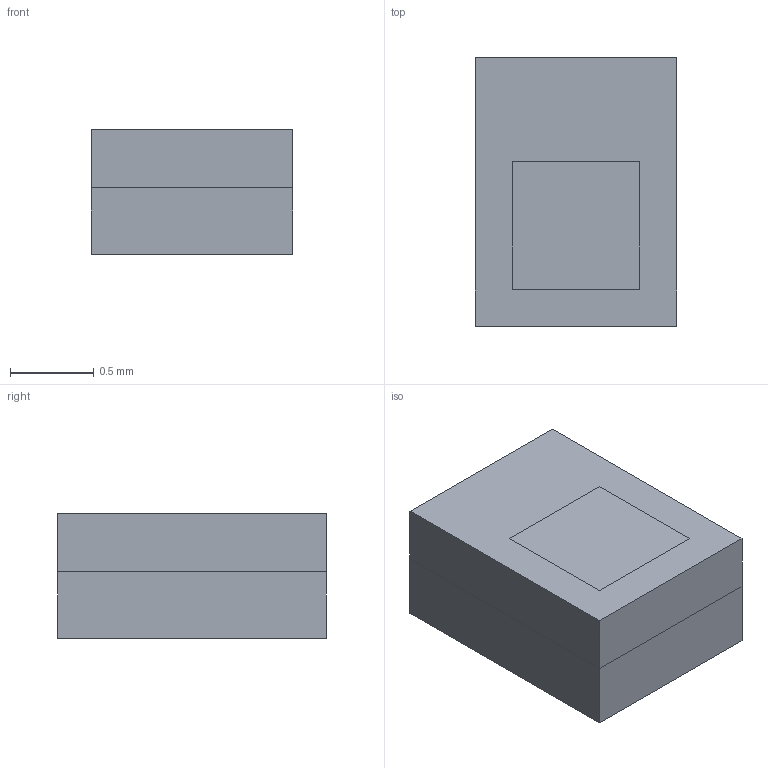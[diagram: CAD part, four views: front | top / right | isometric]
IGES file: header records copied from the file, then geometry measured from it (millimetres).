
Start section: SolidWorks IGES file using analytic representation for surfaces
Global section: file name: NJSW170F-SA.IGS; native system: SolidWorks 2016; preprocessor: SolidWorks 2016; author: j40865; date: 210202.093347; units: millimetre
Bounding box: 1.2 x 1.6 x 0.75 mm (x, y, z)
Surface area: 15.5 mm2 (no closed solid volume)
Topology: 0 solids, 0 shells, 40 faces, 198 edges, 198 vertices
Faces by surface type: bspline 36, revolution 4
